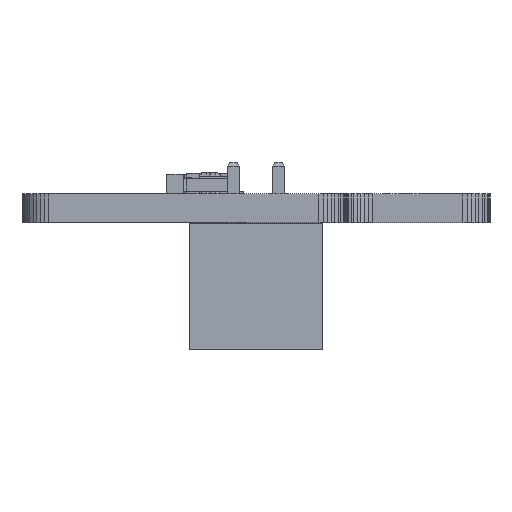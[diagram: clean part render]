
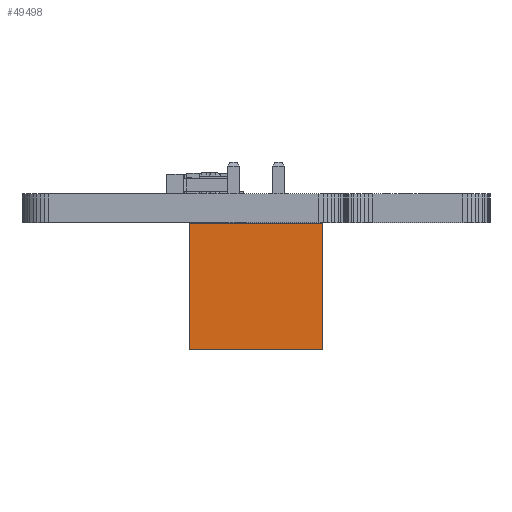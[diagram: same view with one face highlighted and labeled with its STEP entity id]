
A CAD part, left-side view. The second image highlights one B-rep face of the part: STEP entity #49498.
In plain terms, the highlighted face is planar.
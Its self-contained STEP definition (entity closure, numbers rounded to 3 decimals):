
#48691 = PLANE('',#48692);
#48692 = AXIS2_PLACEMENT_3D('',#48693,#48694,#48695);
#48693 = CARTESIAN_POINT('',(-3.7,7.,-2.875));
#48694 = DIRECTION('',(-1.,0.,0.));
#48695 = DIRECTION('',(0.,0.,1.));
#48755 = PLANE('',#48756);
#48756 = AXIS2_PLACEMENT_3D('',#48757,#48758,#48759);
#48757 = CARTESIAN_POINT('',(3.7,0.,-2.875));
#48758 = DIRECTION('',(1.,0.,0.));
#48759 = DIRECTION('',(0.,0.,-1.));
#48837 = PLANE('',#48838);
#48838 = AXIS2_PLACEMENT_3D('',#48839,#48840,#48841);
#48839 = CARTESIAN_POINT('',(3.7,7.,-2.875));
#48840 = DIRECTION('',(0.,1.,-0.));
#48841 = DIRECTION('',(0.,0.,1.));
#49039 = PLANE('',#49040);
#49040 = AXIS2_PLACEMENT_3D('',#49041,#49042,#49043);
#49041 = CARTESIAN_POINT('',(-3.7,0.,-2.875));
#49042 = DIRECTION('',(0.,-1.,0.));
#49043 = DIRECTION('',(0.,-0.,-1.));
#49059 = VERTEX_POINT('',#49060);
#49060 = CARTESIAN_POINT('',(-3.7,0.,-2.875));
#49081 = EDGE_CURVE('',#49059,#49082,#49084,.T.);
#49082 = VERTEX_POINT('',#49083);
#49083 = CARTESIAN_POINT('',(3.7,0.,-2.875));
#49084 = SURFACE_CURVE('',#49085,(#49089,#49096),.PCURVE_S1.);
#49085 = LINE('',#49086,#49087);
#49086 = CARTESIAN_POINT('',(-3.7,0.,-2.875));
#49087 = VECTOR('',#49088,1.);
#49088 = DIRECTION('',(1.,0.,0.));
#49089 = PCURVE('',#49039,#49090);
#49090 = DEFINITIONAL_REPRESENTATION('',(#49091),#49095);
#49091 = LINE('',#49092,#49093);
#49092 = CARTESIAN_POINT('',(0.,0.));
#49093 = VECTOR('',#49094,1.);
#49094 = DIRECTION('',(0.,1.));
#49095 = ( GEOMETRIC_REPRESENTATION_CONTEXT(2) 
PARAMETRIC_REPRESENTATION_CONTEXT() REPRESENTATION_CONTEXT('2D SPACE',''
  ) );
#49096 = PCURVE('',#49097,#49102);
#49097 = PLANE('',#49098);
#49098 = AXIS2_PLACEMENT_3D('',#49099,#49100,#49101);
#49099 = CARTESIAN_POINT('',(0.,0.,-2.875));
#49100 = DIRECTION('',(0.,0.,1.));
#49101 = DIRECTION('',(1.,0.,-0.));
#49102 = DEFINITIONAL_REPRESENTATION('',(#49103),#49107);
#49103 = LINE('',#49104,#49105);
#49104 = CARTESIAN_POINT('',(-3.7,0.));
#49105 = VECTOR('',#49106,1.);
#49106 = DIRECTION('',(1.,0.));
#49107 = ( GEOMETRIC_REPRESENTATION_CONTEXT(2) 
PARAMETRIC_REPRESENTATION_CONTEXT() REPRESENTATION_CONTEXT('2D SPACE',''
  ) );
#49213 = VERTEX_POINT('',#49214);
#49214 = CARTESIAN_POINT('',(-3.7,7.,-2.875));
#49235 = EDGE_CURVE('',#49213,#49059,#49236,.T.);
#49236 = SURFACE_CURVE('',#49237,(#49241,#49248),.PCURVE_S1.);
#49237 = LINE('',#49238,#49239);
#49238 = CARTESIAN_POINT('',(-3.7,7.,-2.875));
#49239 = VECTOR('',#49240,1.);
#49240 = DIRECTION('',(0.,-1.,0.));
#49241 = PCURVE('',#48691,#49242);
#49242 = DEFINITIONAL_REPRESENTATION('',(#49243),#49247);
#49243 = LINE('',#49244,#49245);
#49244 = CARTESIAN_POINT('',(0.,0.));
#49245 = VECTOR('',#49246,1.);
#49246 = DIRECTION('',(0.,-1.));
#49247 = ( GEOMETRIC_REPRESENTATION_CONTEXT(2) 
PARAMETRIC_REPRESENTATION_CONTEXT() REPRESENTATION_CONTEXT('2D SPACE',''
  ) );
#49248 = PCURVE('',#49097,#49249);
#49249 = DEFINITIONAL_REPRESENTATION('',(#49250),#49254);
#49250 = LINE('',#49251,#49252);
#49251 = CARTESIAN_POINT('',(-3.7,7.));
#49252 = VECTOR('',#49253,1.);
#49253 = DIRECTION('',(0.,-1.));
#49254 = ( GEOMETRIC_REPRESENTATION_CONTEXT(2) 
PARAMETRIC_REPRESENTATION_CONTEXT() REPRESENTATION_CONTEXT('2D SPACE',''
  ) );
#49307 = VERTEX_POINT('',#49308);
#49308 = CARTESIAN_POINT('',(3.7,7.,-2.875));
#49329 = EDGE_CURVE('',#49307,#49213,#49330,.T.);
#49330 = SURFACE_CURVE('',#49331,(#49335,#49342),.PCURVE_S1.);
#49331 = LINE('',#49332,#49333);
#49332 = CARTESIAN_POINT('',(3.7,7.,-2.875));
#49333 = VECTOR('',#49334,1.);
#49334 = DIRECTION('',(-1.,0.,0.));
#49335 = PCURVE('',#48837,#49336);
#49336 = DEFINITIONAL_REPRESENTATION('',(#49337),#49341);
#49337 = LINE('',#49338,#49339);
#49338 = CARTESIAN_POINT('',(0.,0.));
#49339 = VECTOR('',#49340,1.);
#49340 = DIRECTION('',(0.,-1.));
#49341 = ( GEOMETRIC_REPRESENTATION_CONTEXT(2) 
PARAMETRIC_REPRESENTATION_CONTEXT() REPRESENTATION_CONTEXT('2D SPACE',''
  ) );
#49342 = PCURVE('',#49097,#49343);
#49343 = DEFINITIONAL_REPRESENTATION('',(#49344),#49348);
#49344 = LINE('',#49345,#49346);
#49345 = CARTESIAN_POINT('',(3.7,7.));
#49346 = VECTOR('',#49347,1.);
#49347 = DIRECTION('',(-1.,0.));
#49348 = ( GEOMETRIC_REPRESENTATION_CONTEXT(2) 
PARAMETRIC_REPRESENTATION_CONTEXT() REPRESENTATION_CONTEXT('2D SPACE',''
  ) );
#49475 = EDGE_CURVE('',#49082,#49307,#49476,.T.);
#49476 = SURFACE_CURVE('',#49477,(#49481,#49488),.PCURVE_S1.);
#49477 = LINE('',#49478,#49479);
#49478 = CARTESIAN_POINT('',(3.7,0.,-2.875));
#49479 = VECTOR('',#49480,1.);
#49480 = DIRECTION('',(0.,1.,0.));
#49481 = PCURVE('',#48755,#49482);
#49482 = DEFINITIONAL_REPRESENTATION('',(#49483),#49487);
#49483 = LINE('',#49484,#49485);
#49484 = CARTESIAN_POINT('',(0.,0.));
#49485 = VECTOR('',#49486,1.);
#49486 = DIRECTION('',(0.,1.));
#49487 = ( GEOMETRIC_REPRESENTATION_CONTEXT(2) 
PARAMETRIC_REPRESENTATION_CONTEXT() REPRESENTATION_CONTEXT('2D SPACE',''
  ) );
#49488 = PCURVE('',#49097,#49489);
#49489 = DEFINITIONAL_REPRESENTATION('',(#49490),#49494);
#49490 = LINE('',#49491,#49492);
#49491 = CARTESIAN_POINT('',(3.7,0.));
#49492 = VECTOR('',#49493,1.);
#49493 = DIRECTION('',(0.,1.));
#49494 = ( GEOMETRIC_REPRESENTATION_CONTEXT(2) 
PARAMETRIC_REPRESENTATION_CONTEXT() REPRESENTATION_CONTEXT('2D SPACE',''
  ) );
#49498 = ADVANCED_FACE('',(#49499),#49097,.F.);
#49499 = FACE_BOUND('',#49500,.T.);
#49500 = EDGE_LOOP('',(#49501,#49502,#49503,#49504));
#49501 = ORIENTED_EDGE('',*,*,#49081,.F.);
#49502 = ORIENTED_EDGE('',*,*,#49235,.F.);
#49503 = ORIENTED_EDGE('',*,*,#49329,.F.);
#49504 = ORIENTED_EDGE('',*,*,#49475,.F.);
